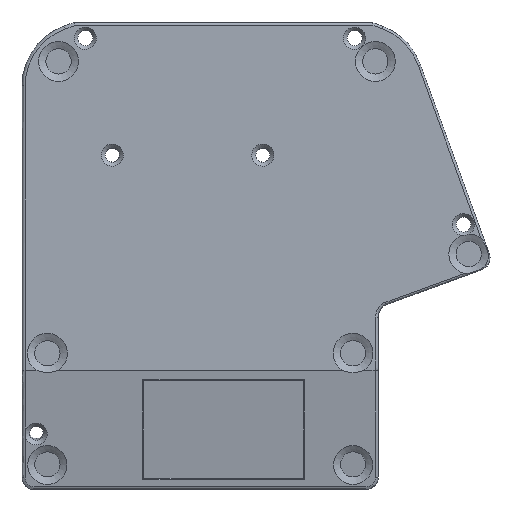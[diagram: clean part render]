
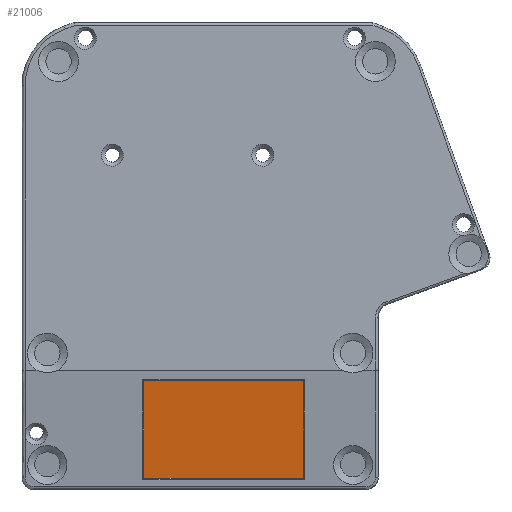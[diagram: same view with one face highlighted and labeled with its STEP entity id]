
A CAD part, front view. The second image highlights one B-rep face of the part: STEP entity #21006.
In plain terms, the highlighted planar face has unit normal (0, -0.988, -0.156).
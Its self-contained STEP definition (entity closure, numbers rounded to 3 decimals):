
#19412 = B_SPLINE_SURFACE_WITH_KNOTS('',1,1,(
    (#19413,#19414)
    ,(#19415,#19416
    )),.UNSPECIFIED.,.F.,.F.,.F.,(2,2),(2,2),(0.,40.513),(0.,1.
    ),.PIECEWISE_BEZIER_KNOTS.);
#19413 = CARTESIAN_POINT('',(-228.577,-10.893,
    1.578));
#19414 = CARTESIAN_POINT('',(-228.958,-11.329,
    1.895));
#19415 = CARTESIAN_POINT('',(-228.577,-4.675,
    -37.683));
#19416 = CARTESIAN_POINT('',(-228.958,-4.991,
    -38.119));
#19440 = B_SPLINE_SURFACE_WITH_KNOTS('',1,1,(
    (#19441,#19442)
    ,(#19443,#19444
    )),.UNSPECIFIED.,.F.,.F.,.F.,(2,2),(2,2),(0.,64.77),(0.,1.
    ),.PIECEWISE_BEZIER_KNOTS.);
#19441 = CARTESIAN_POINT('',(-164.569,-10.893,
    1.578));
#19442 = CARTESIAN_POINT('',(-164.188,-11.329,
    1.895));
#19443 = CARTESIAN_POINT('',(-228.577,-10.893,
    1.578));
#19444 = CARTESIAN_POINT('',(-228.958,-11.329,
    1.895));
#19468 = B_SPLINE_SURFACE_WITH_KNOTS('',1,1,(
    (#19469,#19470)
    ,(#19471,#19472
    )),.UNSPECIFIED.,.F.,.F.,.F.,(2,2),(2,2),(0.,40.513),(0.,1.
    ),.PIECEWISE_BEZIER_KNOTS.);
#19469 = CARTESIAN_POINT('',(-164.569,-4.675,
    -37.683));
#19470 = CARTESIAN_POINT('',(-164.188,-4.991,
    -38.119));
#19471 = CARTESIAN_POINT('',(-164.569,-10.893,
    1.578));
#19472 = CARTESIAN_POINT('',(-164.188,-11.329,
    1.895));
#19494 = B_SPLINE_SURFACE_WITH_KNOTS('',1,1,(
    (#19495,#19496)
    ,(#19497,#19498
    )),.UNSPECIFIED.,.F.,.F.,.F.,(2,2),(2,2),(0.,64.77),(0.,1.
    ),.PIECEWISE_BEZIER_KNOTS.);
#19495 = CARTESIAN_POINT('',(-228.577,-4.675,
    -37.683));
#19496 = CARTESIAN_POINT('',(-228.958,-4.991,
    -38.119));
#19497 = CARTESIAN_POINT('',(-164.569,-4.675,
    -37.683));
#19498 = CARTESIAN_POINT('',(-164.188,-4.991,
    -38.119));
#20741 = EDGE_CURVE('',#20742,#20744,#20746,.T.);
#20742 = VERTEX_POINT('',#20743);
#20743 = CARTESIAN_POINT('',(-228.577,-10.893,
    1.578));
#20744 = VERTEX_POINT('',#20745);
#20745 = CARTESIAN_POINT('',(-228.577,-4.675,
    -37.683));
#20746 = SURFACE_CURVE('',#20747,(#20751,#20757),.PCURVE_S1.);
#20747 = LINE('',#20748,#20749);
#20748 = CARTESIAN_POINT('',(-228.577,-10.893,
    1.578));
#20749 = VECTOR('',#20750,1.);
#20750 = DIRECTION('',(0.,0.156,-0.988));
#20751 = PCURVE('',#19412,#20752);
#20752 = DEFINITIONAL_REPRESENTATION('',(#20753),#20756);
#20753 = B_SPLINE_CURVE_WITH_KNOTS('',1,(#20754,#20755),.UNSPECIFIED.,
  .F.,.F.,(2,2),(0.,39.751),.PIECEWISE_BEZIER_KNOTS.);
#20754 = CARTESIAN_POINT('',(0.,0.));
#20755 = CARTESIAN_POINT('',(40.513,0.));
#20756 = ( GEOMETRIC_REPRESENTATION_CONTEXT(2) 
PARAMETRIC_REPRESENTATION_CONTEXT() REPRESENTATION_CONTEXT('2D SPACE',''
  ) );
#20757 = PCURVE('',#20758,#20763);
#20758 = PLANE('',#20759);
#20759 = AXIS2_PLACEMENT_3D('',#20760,#20761,#20762);
#20760 = CARTESIAN_POINT('',(-196.573,-7.784,
    -18.052));
#20761 = DIRECTION('',(0.,0.988,0.156));
#20762 = DIRECTION('',(0.,-0.156,0.988));
#20763 = DEFINITIONAL_REPRESENTATION('',(#20764),#20768);
#20764 = LINE('',#20765,#20766);
#20765 = CARTESIAN_POINT('',(19.876,-32.004));
#20766 = VECTOR('',#20767,1.);
#20767 = DIRECTION('',(-1.,0.));
#20768 = ( GEOMETRIC_REPRESENTATION_CONTEXT(2) 
PARAMETRIC_REPRESENTATION_CONTEXT() REPRESENTATION_CONTEXT('2D SPACE',''
  ) );
#20814 = EDGE_CURVE('',#20815,#20742,#20817,.T.);
#20815 = VERTEX_POINT('',#20816);
#20816 = CARTESIAN_POINT('',(-164.569,-10.893,
    1.578));
#20817 = SURFACE_CURVE('',#20818,(#20822,#20828),.PCURVE_S1.);
#20818 = LINE('',#20819,#20820);
#20819 = CARTESIAN_POINT('',(-164.569,-10.893,
    1.578));
#20820 = VECTOR('',#20821,1.);
#20821 = DIRECTION('',(-1.,0.,0.));
#20822 = PCURVE('',#19440,#20823);
#20823 = DEFINITIONAL_REPRESENTATION('',(#20824),#20827);
#20824 = B_SPLINE_CURVE_WITH_KNOTS('',1,(#20825,#20826),.UNSPECIFIED.,
  .F.,.F.,(2,2),(0.,64.008),.PIECEWISE_BEZIER_KNOTS.);
#20825 = CARTESIAN_POINT('',(0.,0.));
#20826 = CARTESIAN_POINT('',(64.77,0.));
#20827 = ( GEOMETRIC_REPRESENTATION_CONTEXT(2) 
PARAMETRIC_REPRESENTATION_CONTEXT() REPRESENTATION_CONTEXT('2D SPACE',''
  ) );
#20828 = PCURVE('',#20758,#20829);
#20829 = DEFINITIONAL_REPRESENTATION('',(#20830),#20834);
#20830 = LINE('',#20831,#20832);
#20831 = CARTESIAN_POINT('',(19.876,32.004));
#20832 = VECTOR('',#20833,1.);
#20833 = DIRECTION('',(0.,-1.));
#20834 = ( GEOMETRIC_REPRESENTATION_CONTEXT(2) 
PARAMETRIC_REPRESENTATION_CONTEXT() REPRESENTATION_CONTEXT('2D SPACE',''
  ) );
#20861 = EDGE_CURVE('',#20744,#20862,#20864,.T.);
#20862 = VERTEX_POINT('',#20863);
#20863 = CARTESIAN_POINT('',(-164.569,-4.675,
    -37.683));
#20864 = SURFACE_CURVE('',#20865,(#20869,#20875),.PCURVE_S1.);
#20865 = LINE('',#20866,#20867);
#20866 = CARTESIAN_POINT('',(-228.577,-4.675,
    -37.683));
#20867 = VECTOR('',#20868,1.);
#20868 = DIRECTION('',(1.,0.,0.));
#20869 = PCURVE('',#19494,#20870);
#20870 = DEFINITIONAL_REPRESENTATION('',(#20871),#20874);
#20871 = B_SPLINE_CURVE_WITH_KNOTS('',1,(#20872,#20873),.UNSPECIFIED.,
  .F.,.F.,(2,2),(0.,64.008),.PIECEWISE_BEZIER_KNOTS.);
#20872 = CARTESIAN_POINT('',(0.,0.));
#20873 = CARTESIAN_POINT('',(64.77,0.));
#20874 = ( GEOMETRIC_REPRESENTATION_CONTEXT(2) 
PARAMETRIC_REPRESENTATION_CONTEXT() REPRESENTATION_CONTEXT('2D SPACE',''
  ) );
#20875 = PCURVE('',#20758,#20876);
#20876 = DEFINITIONAL_REPRESENTATION('',(#20877),#20881);
#20877 = LINE('',#20878,#20879);
#20878 = CARTESIAN_POINT('',(-19.876,-32.004));
#20879 = VECTOR('',#20880,1.);
#20880 = DIRECTION('',(0.,1.));
#20881 = ( GEOMETRIC_REPRESENTATION_CONTEXT(2) 
PARAMETRIC_REPRESENTATION_CONTEXT() REPRESENTATION_CONTEXT('2D SPACE',''
  ) );
#20908 = EDGE_CURVE('',#20862,#20815,#20909,.T.);
#20909 = SURFACE_CURVE('',#20910,(#20914,#20920),.PCURVE_S1.);
#20910 = LINE('',#20911,#20912);
#20911 = CARTESIAN_POINT('',(-164.569,-4.675,
    -37.683));
#20912 = VECTOR('',#20913,1.);
#20913 = DIRECTION('',(0.,-0.156,0.988));
#20914 = PCURVE('',#19468,#20915);
#20915 = DEFINITIONAL_REPRESENTATION('',(#20916),#20919);
#20916 = B_SPLINE_CURVE_WITH_KNOTS('',1,(#20917,#20918),.UNSPECIFIED.,
  .F.,.F.,(2,2),(0.,39.751),.PIECEWISE_BEZIER_KNOTS.);
#20917 = CARTESIAN_POINT('',(0.,0.));
#20918 = CARTESIAN_POINT('',(40.513,0.));
#20919 = ( GEOMETRIC_REPRESENTATION_CONTEXT(2) 
PARAMETRIC_REPRESENTATION_CONTEXT() REPRESENTATION_CONTEXT('2D SPACE',''
  ) );
#20920 = PCURVE('',#20758,#20921);
#20921 = DEFINITIONAL_REPRESENTATION('',(#20922),#20926);
#20922 = LINE('',#20923,#20924);
#20923 = CARTESIAN_POINT('',(-19.876,32.004));
#20924 = VECTOR('',#20925,1.);
#20925 = DIRECTION('',(1.,0.));
#20926 = ( GEOMETRIC_REPRESENTATION_CONTEXT(2) 
PARAMETRIC_REPRESENTATION_CONTEXT() REPRESENTATION_CONTEXT('2D SPACE',''
  ) );
#21006 = ADVANCED_FACE('',(#21007),#20758,.F.);
#21007 = FACE_BOUND('',#21008,.T.);
#21008 = EDGE_LOOP('',(#21009,#21010,#21011,#21012));
#21009 = ORIENTED_EDGE('',*,*,#20741,.T.);
#21010 = ORIENTED_EDGE('',*,*,#20861,.T.);
#21011 = ORIENTED_EDGE('',*,*,#20908,.T.);
#21012 = ORIENTED_EDGE('',*,*,#20814,.T.);
